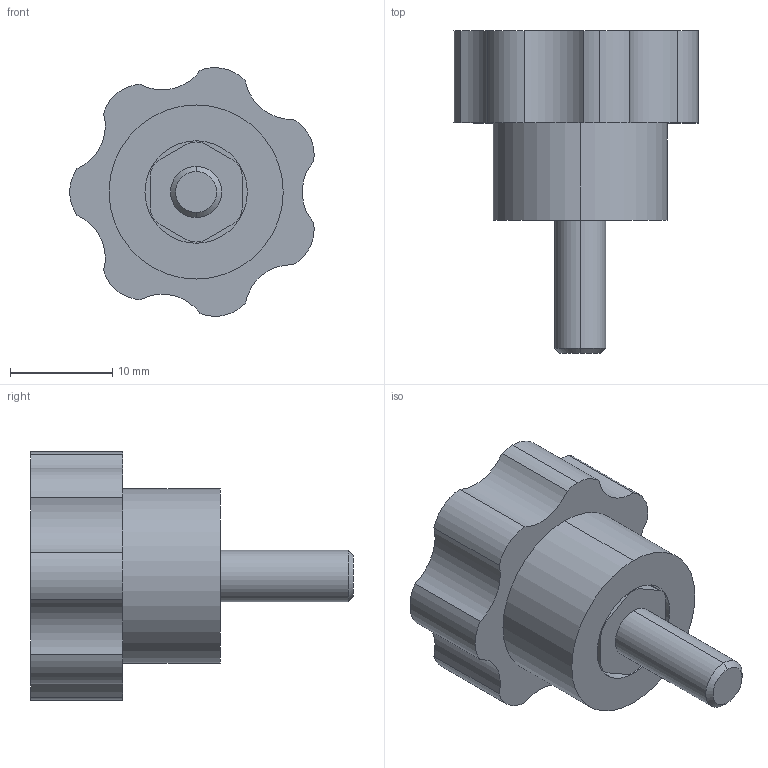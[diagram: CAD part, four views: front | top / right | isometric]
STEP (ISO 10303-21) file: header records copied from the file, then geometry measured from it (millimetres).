
FILE_DESCRIPTION (( 'STEP AP214' ), '1' );
FILE_NAME ('Ñáîðêà1.STEP', '2025-04-24T14:56:16', ( '' ), ( '' ), 'SwSTEP 2.0', 'SolidWorks 2025', '' );
FILE_SCHEMA (( 'AUTOMOTIVE_DESIGN' ));
Length unit declared in the file: millimetre
Products named in the file (2): Сборка1; B501 Звезднообразная-ручка (винт) М4х12 А=25мм_00
Assembly tree (1 placements, depth 2):
  Сборка1
    B501 Звезднообразная-ручка (винт) М4х12 А=25мм_00
Bounding box: 23.86 x 31.5 x 24.28 mm (x, y, z)
Volume: 6002.4 mm3; surface area: 2963 mm2
Topology: 2 solids, 2 shells, 45 faces, 112 edges, 74 vertices
Faces by surface type: cylinder 30, plane 13, cone 2
Entity records: 1920 total; most frequent: DIRECTION 272, CARTESIAN_POINT 235, ORIENTED_EDGE 224, EDGE_CURVE 112, AXIS2_PLACEMENT_3D 111, VERTEX_POINT 74, CIRCLE 62, LINE 50
